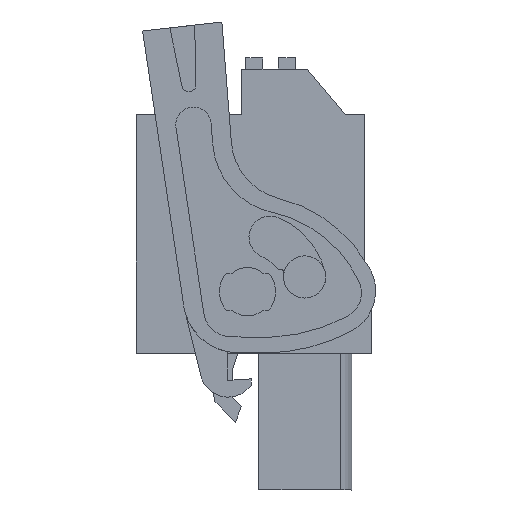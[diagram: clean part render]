
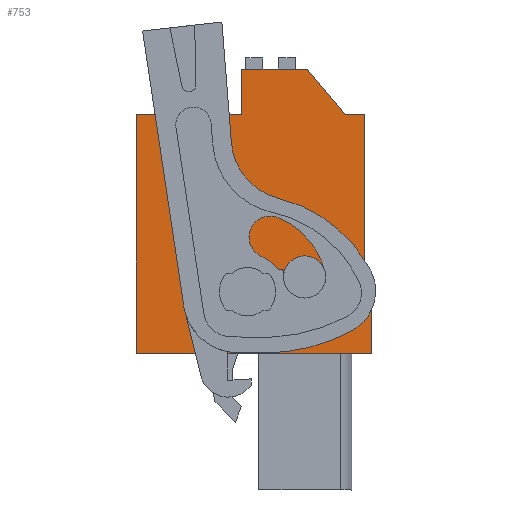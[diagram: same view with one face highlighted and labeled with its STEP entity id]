
A CAD part, left-side view. The second image highlights one B-rep face of the part: STEP entity #753.
In plain terms, the highlighted planar face has unit normal (-1, 0, 0).
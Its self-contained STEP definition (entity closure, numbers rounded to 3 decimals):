
#649=AXIS2_PLACEMENT_3D('Plane Axis2P3D',#646,#647,#648) ;
#719=AXIS2_PLACEMENT_3D('Circle Axis2P3D',#717,#718,$) ;
#728=AXIS2_PLACEMENT_3D('Circle Axis2P3D',#726,#727,$) ;
#737=AXIS2_PLACEMENT_3D('Circle Axis2P3D',#735,#736,$) ;
#746=AXIS2_PLACEMENT_3D('Circle Axis2P3D',#744,#745,$) ;
#40=CARTESIAN_POINT('Vertex',(4.752,0.263,13.383)) ;
#45=CARTESIAN_POINT('Line Origine',(4.752,0.263,11.066)) ;
#49=CARTESIAN_POINT('Vertex',(4.752,0.263,8.75)) ;
#252=CARTESIAN_POINT('Line Origine',(4.752,7.788,8.75)) ;
#256=CARTESIAN_POINT('Vertex',(4.752,15.313,8.75)) ;
#646=CARTESIAN_POINT('Axis2P3D Location',(4.752,0.263,0.)) ;
#651=CARTESIAN_POINT('Line Origine',(4.752,0.488,13.608)) ;
#655=CARTESIAN_POINT('Vertex',(4.752,0.713,13.833)) ;
#658=CARTESIAN_POINT('Line Origine',(4.752,0.713,18.936)) ;
#662=CARTESIAN_POINT('Vertex',(4.752,0.713,24.04)) ;
#665=CARTESIAN_POINT('Line Origine',(4.752,1.327,24.04)) ;
#669=CARTESIAN_POINT('Vertex',(4.752,1.942,24.04)) ;
#672=CARTESIAN_POINT('Line Origine',(4.752,3.159,25.49)) ;
#676=CARTESIAN_POINT('Vertex',(4.752,4.375,26.94)) ;
#679=CARTESIAN_POINT('Line Origine',(4.752,6.469,26.94)) ;
#683=CARTESIAN_POINT('Vertex',(4.752,8.563,26.94)) ;
#686=CARTESIAN_POINT('Line Origine',(4.752,8.563,25.49)) ;
#690=CARTESIAN_POINT('Vertex',(4.752,8.563,24.04)) ;
#693=CARTESIAN_POINT('Line Origine',(4.752,11.938,24.04)) ;
#697=CARTESIAN_POINT('Vertex',(4.752,15.313,24.04)) ;
#700=CARTESIAN_POINT('Line Origine',(4.752,15.313,16.395)) ;
#717=CARTESIAN_POINT('Axis2P3D Location',(4.752,8.204,12.691)) ;
#721=CARTESIAN_POINT('Vertex',(4.752,8.204,11.141)) ;
#723=CARTESIAN_POINT('Vertex',(4.752,8.204,14.241)) ;
#726=CARTESIAN_POINT('Axis2P3D Location',(4.752,8.204,12.691)) ;
#735=CARTESIAN_POINT('Axis2P3D Location',(4.752,4.544,13.641)) ;
#739=CARTESIAN_POINT('Vertex',(4.752,4.544,14.991)) ;
#741=CARTESIAN_POINT('Vertex',(4.752,4.544,12.291)) ;
#744=CARTESIAN_POINT('Axis2P3D Location',(4.752,4.544,13.641)) ;
#46=DIRECTION('Vector Direction',(0.,0.,-1.)) ;
#253=DIRECTION('Vector Direction',(0.,1.,0.)) ;
#647=DIRECTION('Axis2P3D Direction',(-1.,0.,0.)) ;
#648=DIRECTION('Axis2P3D XDirection',(0.,0.,1.)) ;
#652=DIRECTION('Vector Direction',(0.,-0.707,-0.707)) ;
#659=DIRECTION('Vector Direction',(0.,0.,1.)) ;
#666=DIRECTION('Vector Direction',(0.,1.,0.)) ;
#673=DIRECTION('Vector Direction',(0.,-0.643,-0.766)) ;
#680=DIRECTION('Vector Direction',(0.,-1.,0.)) ;
#687=DIRECTION('Vector Direction',(0.,0.,1.)) ;
#694=DIRECTION('Vector Direction',(0.,-1.,0.)) ;
#701=DIRECTION('Vector Direction',(0.,0.,-1.)) ;
#718=DIRECTION('Axis2P3D Direction',(-1.,0.,0.)) ;
#727=DIRECTION('Axis2P3D Direction',(-1.,0.,0.)) ;
#736=DIRECTION('Axis2P3D Direction',(-1.,0.,0.)) ;
#745=DIRECTION('Axis2P3D Direction',(-1.,0.,0.)) ;
#47=VECTOR('Line Direction',#46,1.) ;
#254=VECTOR('Line Direction',#253,1.) ;
#653=VECTOR('Line Direction',#652,1.) ;
#660=VECTOR('Line Direction',#659,1.) ;
#667=VECTOR('Line Direction',#666,1.) ;
#674=VECTOR('Line Direction',#673,1.) ;
#681=VECTOR('Line Direction',#680,1.) ;
#688=VECTOR('Line Direction',#687,1.) ;
#695=VECTOR('Line Direction',#694,1.) ;
#702=VECTOR('Line Direction',#701,1.) ;
#706=ORIENTED_EDGE('',*,*,#258,.T.) ;
#707=ORIENTED_EDGE('',*,*,#51,.T.) ;
#708=ORIENTED_EDGE('',*,*,#657,.T.) ;
#709=ORIENTED_EDGE('',*,*,#664,.T.) ;
#710=ORIENTED_EDGE('',*,*,#671,.T.) ;
#711=ORIENTED_EDGE('',*,*,#678,.T.) ;
#712=ORIENTED_EDGE('',*,*,#685,.T.) ;
#713=ORIENTED_EDGE('',*,*,#692,.T.) ;
#714=ORIENTED_EDGE('',*,*,#699,.T.) ;
#715=ORIENTED_EDGE('',*,*,#704,.T.) ;
#732=ORIENTED_EDGE('',*,*,#725,.F.) ;
#733=ORIENTED_EDGE('',*,*,#730,.F.) ;
#750=ORIENTED_EDGE('',*,*,#743,.F.) ;
#751=ORIENTED_EDGE('',*,*,#748,.F.) ;
#734=FACE_BOUND('',#731,.T.) ;
#752=FACE_BOUND('',#749,.T.) ;
#753=ADVANCED_FACE('HOUSING',(#716,#734,#752),#650,.T.) ;
#720=CIRCLE('generated circle',#719,1.55) ;
#729=CIRCLE('generated circle',#728,1.55) ;
#738=CIRCLE('generated circle',#737,1.35) ;
#747=CIRCLE('generated circle',#746,1.35) ;
#51=EDGE_CURVE('',#50,#41,#48,.F.) ;
#258=EDGE_CURVE('',#257,#50,#255,.F.) ;
#657=EDGE_CURVE('',#41,#656,#654,.F.) ;
#664=EDGE_CURVE('',#656,#663,#661,.T.) ;
#671=EDGE_CURVE('',#663,#670,#668,.T.) ;
#678=EDGE_CURVE('',#670,#677,#675,.F.) ;
#685=EDGE_CURVE('',#677,#684,#682,.F.) ;
#692=EDGE_CURVE('',#684,#691,#689,.F.) ;
#699=EDGE_CURVE('',#691,#698,#696,.F.) ;
#704=EDGE_CURVE('',#698,#257,#703,.T.) ;
#725=EDGE_CURVE('',#722,#724,#720,.T.) ;
#730=EDGE_CURVE('',#724,#722,#729,.T.) ;
#743=EDGE_CURVE('',#740,#742,#738,.T.) ;
#748=EDGE_CURVE('',#742,#740,#747,.T.) ;
#705=EDGE_LOOP('',(#706,#707,#708,#709,#710,#711,#712,#713,#714,#715)) ;
#731=EDGE_LOOP('',(#732,#733)) ;
#749=EDGE_LOOP('',(#750,#751)) ;
#716=FACE_OUTER_BOUND('',#705,.T.) ;
#48=LINE('Line',#45,#47) ;
#255=LINE('Line',#252,#254) ;
#654=LINE('Line',#651,#653) ;
#661=LINE('Line',#658,#660) ;
#668=LINE('Line',#665,#667) ;
#675=LINE('Line',#672,#674) ;
#682=LINE('Line',#679,#681) ;
#689=LINE('Line',#686,#688) ;
#696=LINE('Line',#693,#695) ;
#703=LINE('Line',#700,#702) ;
#650=PLANE('',#649) ;
#41=VERTEX_POINT('',#40) ;
#50=VERTEX_POINT('',#49) ;
#257=VERTEX_POINT('',#256) ;
#656=VERTEX_POINT('',#655) ;
#663=VERTEX_POINT('',#662) ;
#670=VERTEX_POINT('',#669) ;
#677=VERTEX_POINT('',#676) ;
#684=VERTEX_POINT('',#683) ;
#691=VERTEX_POINT('',#690) ;
#698=VERTEX_POINT('',#697) ;
#722=VERTEX_POINT('',#721) ;
#724=VERTEX_POINT('',#723) ;
#740=VERTEX_POINT('',#739) ;
#742=VERTEX_POINT('',#741) ;
